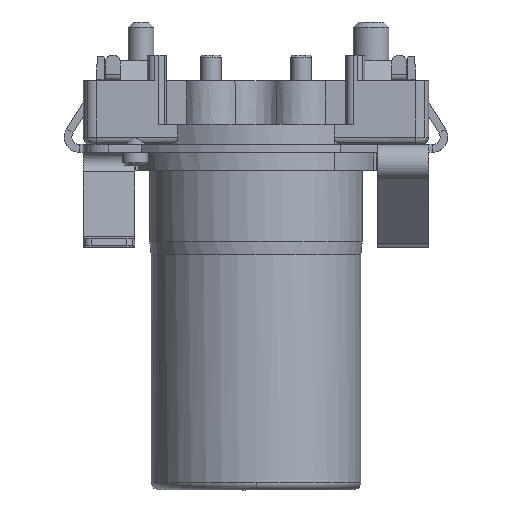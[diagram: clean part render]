
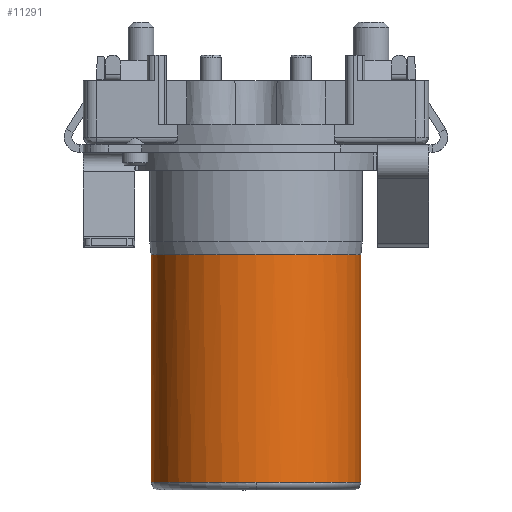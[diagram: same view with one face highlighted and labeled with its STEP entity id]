
A CAD part, front view. The second image highlights one B-rep face of the part: STEP entity #11291.
In plain terms, the highlighted cylindrical face has radius 4.1 mm (diameter 8.2 mm), a partial arc.
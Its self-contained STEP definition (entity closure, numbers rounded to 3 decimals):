
#10047=AXIS2_PLACEMENT_3D('Circle Axis2P3D',#10045,#10046,$) ;
#11264=AXIS2_PLACEMENT_3D('Cylinder Axis2P3D',#11261,#11262,#11263) ;
#10035=CARTESIAN_POINT('Vertex',(11.599,6.003,9.2)) ;
#10042=CARTESIAN_POINT('Vertex',(3.399,6.003,9.2)) ;
#10045=CARTESIAN_POINT('Axis2P3D Location',(7.499,6.003,9.2)) ;
#11199=CARTESIAN_POINT('Line Origine',(11.599,6.003,12.5)) ;
#11203=CARTESIAN_POINT('Vertex',(11.599,6.003,0.3)) ;
#11241=CARTESIAN_POINT('Vertex',(3.399,6.003,0.3)) ;
#11244=CARTESIAN_POINT('Line Origine',(3.399,6.003,12.5)) ;
#11261=CARTESIAN_POINT('Axis2P3D Location',(7.499,6.003,12.5)) ;
#11267=CARTESIAN_POINT('Control Point',(7.499,1.903,0.3)) ;
#11268=CARTESIAN_POINT('Control Point',(6.211,1.903,0.3)) ;
#11269=CARTESIAN_POINT('Control Point',(4.922,2.407,0.3)) ;
#11270=CARTESIAN_POINT('Control Point',(3.904,3.426,0.3)) ;
#11271=CARTESIAN_POINT('Control Point',(3.399,4.715,0.3)) ;
#11272=CARTESIAN_POINT('Control Point',(3.399,6.003,0.3)) ;
#11273=CARTESIAN_POINT('Vertex',(7.499,1.903,0.3)) ;
#11277=CARTESIAN_POINT('Control Point',(11.599,6.003,0.3)) ;
#11278=CARTESIAN_POINT('Control Point',(11.599,4.715,0.3)) ;
#11279=CARTESIAN_POINT('Control Point',(11.095,3.426,0.3)) ;
#11280=CARTESIAN_POINT('Control Point',(10.076,2.407,0.3)) ;
#11281=CARTESIAN_POINT('Control Point',(8.787,1.903,0.3)) ;
#11282=CARTESIAN_POINT('Control Point',(7.499,1.903,0.3)) ;
#10046=DIRECTION('Axis2P3D Direction',(0.,0.,1.)) ;
#11200=DIRECTION('Vector Direction',(0.,0.,-1.)) ;
#11245=DIRECTION('Vector Direction',(0.,0.,-1.)) ;
#11262=DIRECTION('Axis2P3D Direction',(0.,0.,-1.)) ;
#11263=DIRECTION('Axis2P3D XDirection',(1.,0.,0.)) ;
#11201=VECTOR('Line Direction',#11200,1.) ;
#11246=VECTOR('Line Direction',#11245,1.) ;
#11285=ORIENTED_EDGE('',*,*,#11248,.F.) ;
#11286=ORIENTED_EDGE('',*,*,#11275,.F.) ;
#11287=ORIENTED_EDGE('',*,*,#11283,.F.) ;
#11288=ORIENTED_EDGE('',*,*,#11205,.F.) ;
#11289=ORIENTED_EDGE('',*,*,#10049,.T.) ;
#11291=ADVANCED_FACE('V1',(#11290),#11265,.T.) ;
#11266=B_SPLINE_CURVE_WITH_KNOTS('',5,(#11267,#11268,#11269,#11270,#11271,#11272),.UNSPECIFIED.,.F.,.U.,(6,6),(0.,6.44),.UNSPECIFIED.) ;
#11276=B_SPLINE_CURVE_WITH_KNOTS('',5,(#11277,#11278,#11279,#11280,#11281,#11282),.UNSPECIFIED.,.F.,.U.,(6,6),(-6.44,0.),.UNSPECIFIED.) ;
#10048=CIRCLE('generated circle',#10047,4.1) ;
#11265=CYLINDRICAL_SURFACE('generated cylinder',#11264,4.1) ;
#10049=EDGE_CURVE('',#10036,#10043,#10048,.F.) ;
#11205=EDGE_CURVE('',#10036,#11204,#11202,.T.) ;
#11248=EDGE_CURVE('',#11242,#10043,#11247,.F.) ;
#11275=EDGE_CURVE('',#11274,#11242,#11266,.T.) ;
#11283=EDGE_CURVE('',#11204,#11274,#11276,.T.) ;
#11284=EDGE_LOOP('',(#11285,#11286,#11287,#11288,#11289)) ;
#11290=FACE_OUTER_BOUND('',#11284,.T.) ;
#11202=LINE('Line',#11199,#11201) ;
#11247=LINE('Line',#11244,#11246) ;
#10036=VERTEX_POINT('',#10035) ;
#10043=VERTEX_POINT('',#10042) ;
#11204=VERTEX_POINT('',#11203) ;
#11242=VERTEX_POINT('',#11241) ;
#11274=VERTEX_POINT('',#11273) ;
